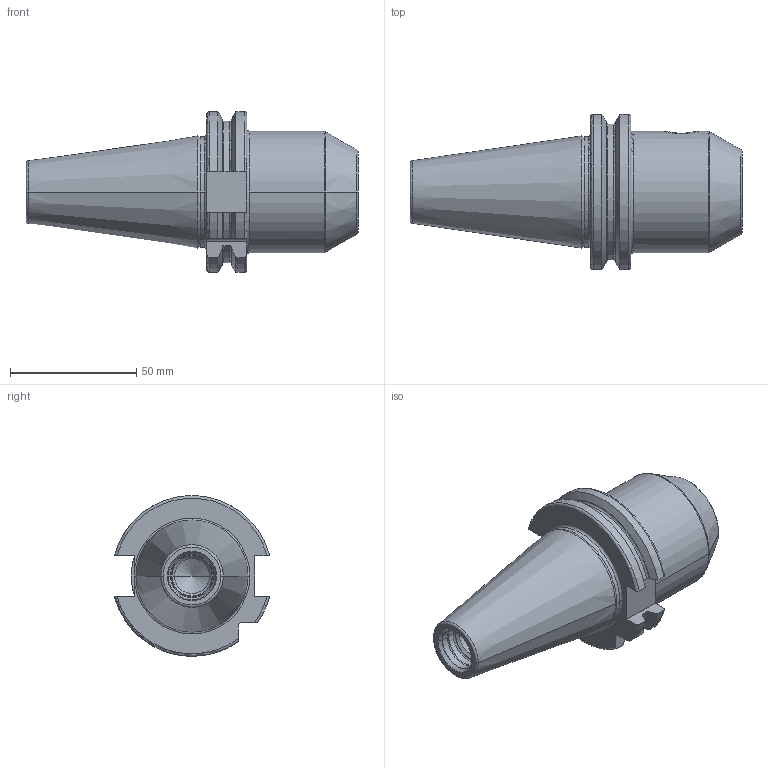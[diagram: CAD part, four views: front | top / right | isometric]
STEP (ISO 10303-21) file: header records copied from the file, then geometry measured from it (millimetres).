
FILE_DESCRIPTION((''),'2;1');
FILE_NAME('40-300-16','2011-08-31T',('mei'),(''),'PRO/ENGINEER BY PARAMETRIC TECHNOLOGY CORPORATION, 2010430','PRO/ENGINEER BY PARAMETRIC TECHNOLOGY CORPORATION, 2010430','');
FILE_SCHEMA(('CONFIG_CONTROL_DESIGN'));
Length unit declared in the file: millimetre
Products named in the file (1): 40-300-16
Bounding box: 131.25 x 61.42 x 63.51 mm (x, y, z)
Volume: 165148.6 mm3; surface area: 29634.7 mm2
Topology: 1 solids, 3 shells, 100 faces, 257 edges, 159 vertices
Faces by surface type: torus 29, cylinder 28, plane 23, cone 20
Entity records: 3437 total; most frequent: CARTESIAN_POINT 976, DIRECTION 522, ORIENTED_EDGE 502, EDGE_CURVE 255, AXIS2_PLACEMENT_3D 215, VERTEX_POINT 159, CIRCLE 114, EDGE_LOOP 104
